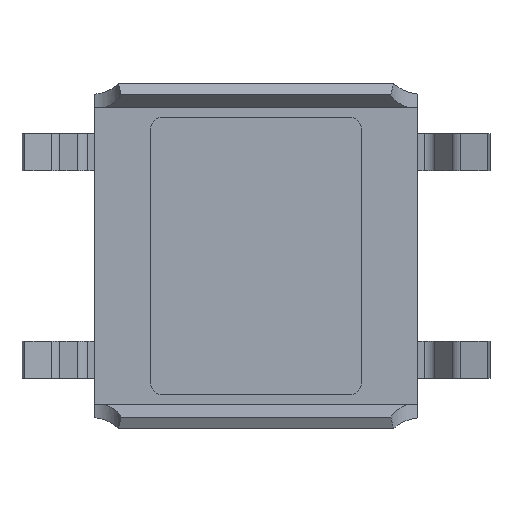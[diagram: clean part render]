
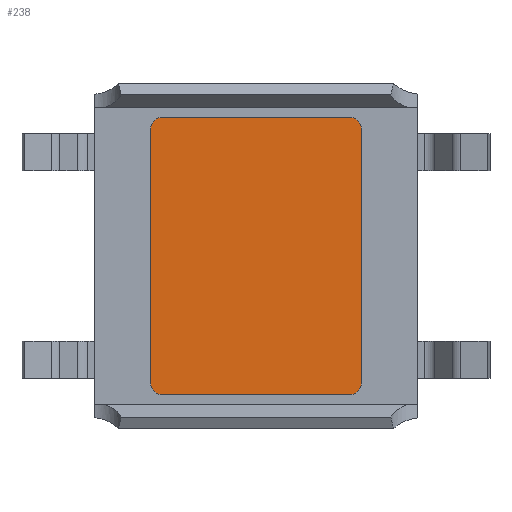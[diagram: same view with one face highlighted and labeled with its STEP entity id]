
A CAD part, front view. The second image highlights one B-rep face of the part: STEP entity #238.
In plain terms, the highlighted planar face has unit normal (0, -1, 0).
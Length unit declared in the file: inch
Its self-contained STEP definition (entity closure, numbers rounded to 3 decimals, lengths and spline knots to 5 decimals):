
#238 = ADVANCED_FACE( '', ( #523 ), #524, .F. );
#523 = FACE_OUTER_BOUND( '', #879, .T. );
#524 = PLANE( '', #880 );
#879 = EDGE_LOOP( '', ( #1345, #1346, #1347, #1348, #1349, #1350, #1351, #1352 ) );
#880 = AXIS2_PLACEMENT_3D( '', #1353, #1354, #1355 );
#1345 = ORIENTED_EDGE( '', *, *, #2320, .F. );
#1346 = ORIENTED_EDGE( '', *, *, #2321, .F. );
#1347 = ORIENTED_EDGE( '', *, *, #2275, .F. );
#1348 = ORIENTED_EDGE( '', *, *, #2322, .F. );
#1349 = ORIENTED_EDGE( '', *, *, #2280, .F. );
#1350 = ORIENTED_EDGE( '', *, *, #2303, .F. );
#1351 = ORIENTED_EDGE( '', *, *, #2323, .F. );
#1352 = ORIENTED_EDGE( '', *, *, #2324, .F. );
#1353 = CARTESIAN_POINT( '', ( -0.07, 0.003, -0.095 ) );
#1354 = DIRECTION( '', ( 0., 1., 0. ) );
#1355 = DIRECTION( '', ( 0., 0., 1. ) );
#2275 = EDGE_CURVE( '', #2741, #2743, #2744, .T. );
#2280 = EDGE_CURVE( '', #2750, #2752, #2753, .T. );
#2303 = EDGE_CURVE( '', #2790, #2750, #2792, .T. );
#2320 = EDGE_CURVE( '', #2819, #2820, #2821, .T. );
#2321 = EDGE_CURVE( '', #2743, #2819, #2822, .T. );
#2322 = EDGE_CURVE( '', #2752, #2741, #2823, .T. );
#2323 = EDGE_CURVE( '', #2824, #2790, #2825, .T. );
#2324 = EDGE_CURVE( '', #2820, #2824, #2826, .T. );
#2741 = VERTEX_POINT( '', #3402 );
#2743 = VERTEX_POINT( '', #3405 );
#2744 = CIRCLE( '', #3406, 0.01 );
#2750 = VERTEX_POINT( '', #3413 );
#2752 = VERTEX_POINT( '', #3416 );
#2753 = CIRCLE( '', #3417, 0.01 );
#2790 = VERTEX_POINT( '', #3467 );
#2792 = LINE( '', #3470, #3471 );
#2819 = VERTEX_POINT( '', #3510 );
#2820 = VERTEX_POINT( '', #3511 );
#2821 = CIRCLE( '', #3512, 0.01 );
#2822 = LINE( '', #3513, #3514 );
#2823 = LINE( '', #3515, #3516 );
#2824 = VERTEX_POINT( '', #3517 );
#2825 = CIRCLE( '', #3518, 0.01 );
#2826 = LINE( '', #3519, #3520 );
#3402 = CARTESIAN_POINT( '', ( 0.08, 0.003, -0.095 ) );
#3405 = CARTESIAN_POINT( '', ( 0.07, 0.003, -0.105 ) );
#3406 = AXIS2_PLACEMENT_3D( '', #4143, #4144, #4145 );
#3413 = CARTESIAN_POINT( '', ( 0.07, 0.003, 0.105 ) );
#3416 = CARTESIAN_POINT( '', ( 0.08, 0.003, 0.095 ) );
#3417 = AXIS2_PLACEMENT_3D( '', #4151, #4152, #4153 );
#3467 = CARTESIAN_POINT( '', ( -0.07, 0.003, 0.105 ) );
#3470 = CARTESIAN_POINT( '', ( -0.07, 0.003, 0.105 ) );
#3471 = VECTOR( '', #4180, 39.37008 );
#3510 = CARTESIAN_POINT( '', ( -0.07, 0.003, -0.105 ) );
#3511 = CARTESIAN_POINT( '', ( -0.08, 0.003, -0.095 ) );
#3512 = AXIS2_PLACEMENT_3D( '', #4199, #4200, #4201 );
#3513 = CARTESIAN_POINT( '', ( 0.07, 0.003, -0.105 ) );
#3514 = VECTOR( '', #4202, 39.37008 );
#3515 = CARTESIAN_POINT( '', ( 0.08, 0.003, 0.095 ) );
#3516 = VECTOR( '', #4203, 39.37008 );
#3517 = CARTESIAN_POINT( '', ( -0.08, 0.003, 0.095 ) );
#3518 = AXIS2_PLACEMENT_3D( '', #4204, #4205, #4206 );
#3519 = CARTESIAN_POINT( '', ( -0.08, 0.003, -0.095 ) );
#3520 = VECTOR( '', #4207, 39.37008 );
#4143 = CARTESIAN_POINT( '', ( 0.07, 0.003, -0.095 ) );
#4144 = DIRECTION( '', ( 0., 1., 0. ) );
#4145 = DIRECTION( '', ( 1., 0., 0. ) );
#4151 = CARTESIAN_POINT( '', ( 0.07, 0.003, 0.095 ) );
#4152 = DIRECTION( '', ( 0., 1., 0. ) );
#4153 = DIRECTION( '', ( 1., 0., 0. ) );
#4180 = DIRECTION( '', ( 1., 0., 0. ) );
#4199 = CARTESIAN_POINT( '', ( -0.07, 0.003, -0.095 ) );
#4200 = DIRECTION( '', ( 0., 1., 0. ) );
#4201 = DIRECTION( '', ( 1., 0., 0. ) );
#4202 = DIRECTION( '', ( -1., 0., 0. ) );
#4203 = DIRECTION( '', ( 0., 0., -1. ) );
#4204 = CARTESIAN_POINT( '', ( -0.07, 0.003, 0.095 ) );
#4205 = DIRECTION( '', ( 0., 1., 0. ) );
#4206 = DIRECTION( '', ( 1., 0., 0. ) );
#4207 = DIRECTION( '', ( 0., 0., 1. ) );
